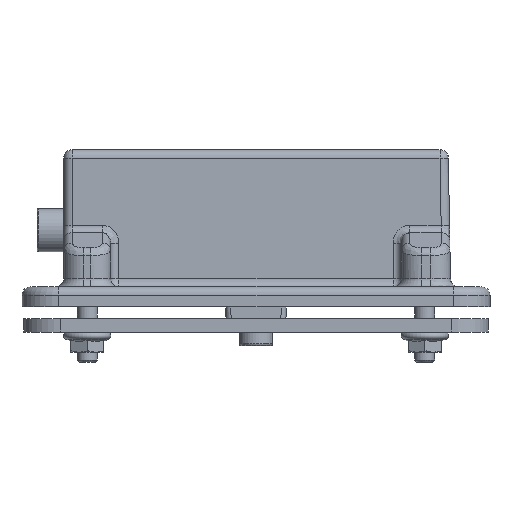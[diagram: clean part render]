
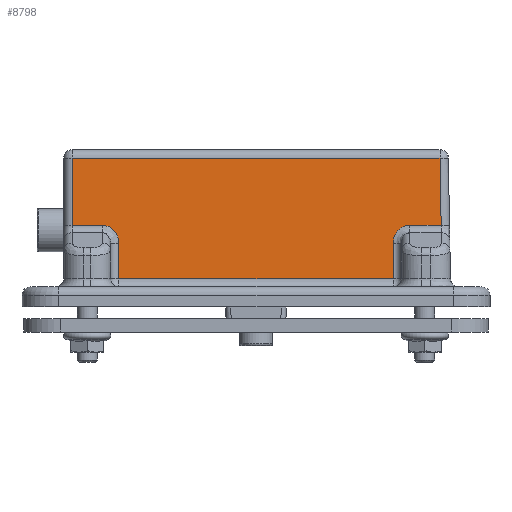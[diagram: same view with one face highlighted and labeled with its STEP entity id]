
A CAD part, left-side view. The second image highlights one B-rep face of the part: STEP entity #8798.
In plain terms, the highlighted planar face has unit normal (-1, 0, 0.018).
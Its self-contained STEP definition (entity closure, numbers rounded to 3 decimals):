
#165=ELLIPSE('',#9492,5.482,5.);
#166=ELLIPSE('',#9493,5.482,5.);
#902=LINE('',#15246,#1639);
#918=LINE('',#15293,#1655);
#919=LINE('',#15297,#1656);
#920=LINE('',#15301,#1657);
#921=LINE('',#15303,#1658);
#922=LINE('',#15305,#1659);
#923=LINE('',#15307,#1660);
#924=LINE('',#15309,#1661);
#1639=VECTOR('',#11339,10.);
#1655=VECTOR('',#11393,10.);
#1656=VECTOR('',#11398,10.);
#1657=VECTOR('',#11401,10.);
#1658=VECTOR('',#11402,10.);
#1659=VECTOR('',#11403,10.);
#1660=VECTOR('',#11404,10.);
#1661=VECTOR('',#11405,10.);
#2337=FACE_OUTER_BOUND('',#2879,.T.);
#2879=EDGE_LOOP('',(#7136,#7137,#7138,#7139,#7140,#7141,#7142,#7143,#7144,
#7145));
#3917=VERTEX_POINT('',#15241);
#3918=VERTEX_POINT('',#15244);
#3930=VERTEX_POINT('',#15292);
#3931=VERTEX_POINT('',#15296);
#3932=VERTEX_POINT('',#15298);
#3933=VERTEX_POINT('',#15300);
#3934=VERTEX_POINT('',#15302);
#3935=VERTEX_POINT('',#15304);
#3936=VERTEX_POINT('',#15306);
#3937=VERTEX_POINT('',#15308);
#5005=EDGE_CURVE('',#3918,#3917,#902,.T.);
#5028=EDGE_CURVE('',#3917,#3930,#918,.T.);
#5030=EDGE_CURVE('',#3931,#3918,#919,.T.);
#5031=EDGE_CURVE('',#3932,#3931,#165,.T.);
#5032=EDGE_CURVE('',#3933,#3932,#920,.T.);
#5033=EDGE_CURVE('',#3934,#3933,#921,.T.);
#5034=EDGE_CURVE('',#3935,#3934,#922,.T.);
#5035=EDGE_CURVE('',#3936,#3935,#923,.T.);
#5036=EDGE_CURVE('',#3937,#3936,#924,.T.);
#5037=EDGE_CURVE('',#3930,#3937,#166,.T.);
#7136=ORIENTED_EDGE('',*,*,#5005,.F.);
#7137=ORIENTED_EDGE('',*,*,#5030,.F.);
#7138=ORIENTED_EDGE('',*,*,#5031,.F.);
#7139=ORIENTED_EDGE('',*,*,#5032,.F.);
#7140=ORIENTED_EDGE('',*,*,#5033,.F.);
#7141=ORIENTED_EDGE('',*,*,#5034,.F.);
#7142=ORIENTED_EDGE('',*,*,#5035,.F.);
#7143=ORIENTED_EDGE('',*,*,#5036,.F.);
#7144=ORIENTED_EDGE('',*,*,#5037,.F.);
#7145=ORIENTED_EDGE('',*,*,#5028,.F.);
#7891=PLANE('',#9491);
#8798=ADVANCED_FACE('',(#2337),#7891,.T.);
#9491=AXIS2_PLACEMENT_3D('',#15295,#11396,#11397);
#9492=AXIS2_PLACEMENT_3D('',#15299,#11399,#11400);
#9493=AXIS2_PLACEMENT_3D('',#15310,#11406,#11407);
#11339=DIRECTION('',(0.,1.,0.));
#11393=DIRECTION('',(0.017,0.,1.));
#11396=DIRECTION('center_axis',(-1.,0.,
0.017));
#11397=DIRECTION('ref_axis',(0.,1.,0.));
#11398=DIRECTION('',(-0.017,0.,-1.));
#11399=DIRECTION('center_axis',(-1.,0.,
0.017));
#11400=DIRECTION('ref_axis',(0.017,0.,1.));
#11401=DIRECTION('',(0.,1.,0.));
#11402=DIRECTION('',(-0.017,-0.017,-1.));
#11403=DIRECTION('',(0.,-1.,0.));
#11404=DIRECTION('',(0.017,0.,1.));
#11405=DIRECTION('',(0.,1.,0.));
#11406=DIRECTION('center_axis',(-1.,0.,
0.017));
#11407=DIRECTION('ref_axis',(0.017,0.,1.));
#15241=CARTESIAN_POINT('',(-90.673,41.,-34.544));
#15244=CARTESIAN_POINT('',(-90.673,-41.,-34.544));
#15246=CARTESIAN_POINT('',(-90.673,-28.75,-34.544));
#15292=CARTESIAN_POINT('',(-90.49,41.,-24.045));
#15293=CARTESIAN_POINT('',(-90.358,41.,-16.494));
#15295=CARTESIAN_POINT('Origin',(-90.,-57.5,4.));
#15296=CARTESIAN_POINT('',(-90.49,-41.,-24.045));
#15297=CARTESIAN_POINT('',(-90.358,-41.,-16.494));
#15298=CARTESIAN_POINT('',(-90.394,-46.,-18.564));
#15299=CARTESIAN_POINT('Origin',(-90.49,-46.,-24.045));
#15300=CARTESIAN_POINT('',(-90.394,-55.394,-18.564));
#15301=CARTESIAN_POINT('',(-90.394,-57.5,-18.564));
#15302=CARTESIAN_POINT('',(-90.043,-55.043,1.544));
#15303=CARTESIAN_POINT('',(-89.973,-54.974,5.526));
#15304=CARTESIAN_POINT('',(-90.043,55.,1.544));
#15305=CARTESIAN_POINT('',(-90.043,-28.75,1.544));
#15306=CARTESIAN_POINT('',(-90.394,55.,-18.564));
#15307=CARTESIAN_POINT('',(-90.,55.,4.));
#15308=CARTESIAN_POINT('',(-90.394,46.,-18.564));
#15309=CARTESIAN_POINT('',(-90.394,0.,-18.564));
#15310=CARTESIAN_POINT('Origin',(-90.49,46.,-24.045));
